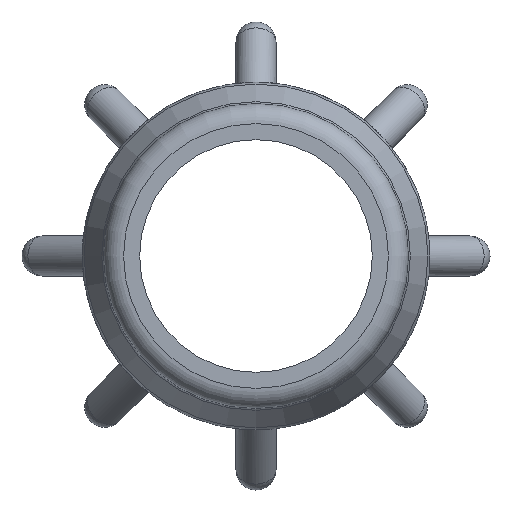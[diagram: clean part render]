
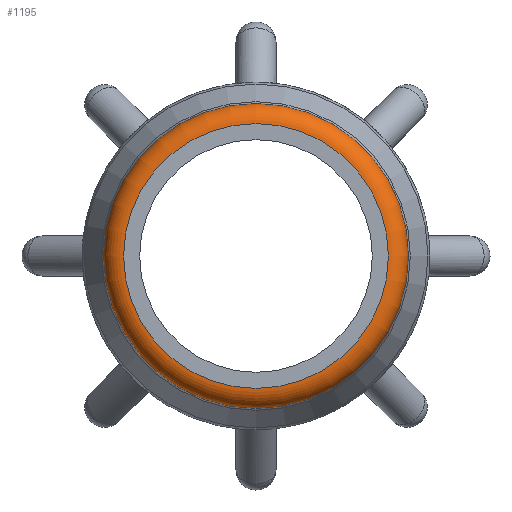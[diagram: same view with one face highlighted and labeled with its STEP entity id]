
A CAD part, front view. The second image highlights one B-rep face of the part: STEP entity #1195.
In plain terms, the highlighted toroidal (fillet/blend) face has major radius 9.9 mm and minor radius 1.5 mm.
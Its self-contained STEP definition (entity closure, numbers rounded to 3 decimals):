
#30=TOROIDAL_SURFACE('',#1300,9.9,1.5);
#44=CIRCLE('',#1301,9.9);
#45=CIRCLE('',#1302,11.4);
#214=ORIENTED_EDGE('',*,*,#553,.F.);
#215=ORIENTED_EDGE('',*,*,#554,.F.);
#553=EDGE_CURVE('',#720,#720,#44,.T.);
#554=EDGE_CURVE('',#721,#721,#45,.T.);
#720=VERTEX_POINT('',#2666);
#721=VERTEX_POINT('',#2668);
#968=EDGE_LOOP('',(#214));
#969=EDGE_LOOP('',(#215));
#1069=FACE_BOUND('',#968,.T.);
#1070=FACE_BOUND('',#969,.T.);
#1195=ADVANCED_FACE('',(#1069,#1070),#30,.T.);
#1300=AXIS2_PLACEMENT_3D('',#2664,#1482,#1483);
#1301=AXIS2_PLACEMENT_3D('',#2665,#1484,#1485);
#1302=AXIS2_PLACEMENT_3D('',#2667,#1486,#1487);
#1482=DIRECTION('',(0.,-1.,0.));
#1483=DIRECTION('',(0.,0.,-1.));
#1484=DIRECTION('',(0.,-1.,0.));
#1485=DIRECTION('',(0.,0.,-1.));
#1486=DIRECTION('',(0.,1.,0.));
#1487=DIRECTION('',(0.,0.,-1.));
#2664=CARTESIAN_POINT('',(0.,1.5,0.));
#2665=CARTESIAN_POINT('',(0.,0.,0.));
#2666=CARTESIAN_POINT('',(0.,0.,-9.9));
#2667=CARTESIAN_POINT('',(0.,1.5,0.));
#2668=CARTESIAN_POINT('',(0.,1.5,-11.4));
